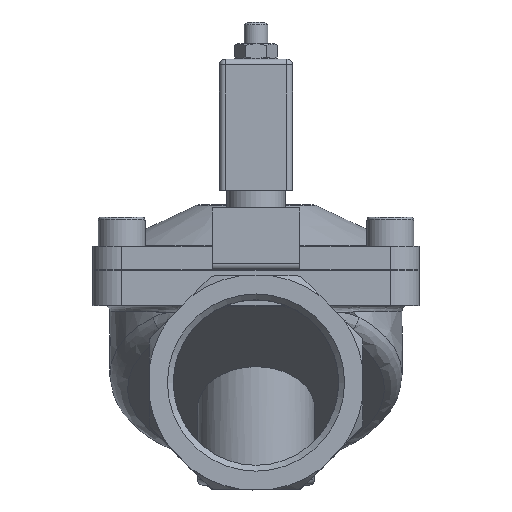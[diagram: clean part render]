
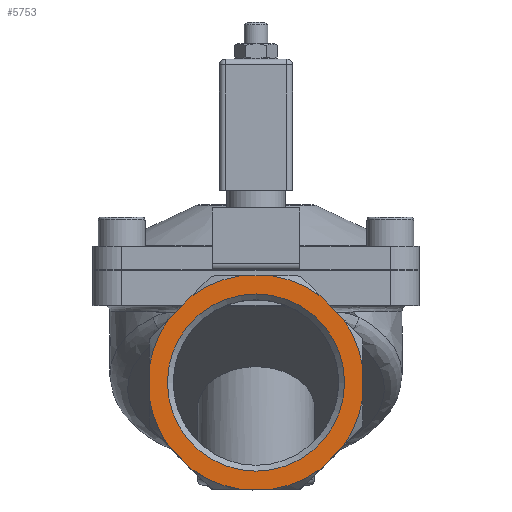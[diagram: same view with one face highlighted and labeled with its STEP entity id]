
A CAD part, top view. The second image highlights one B-rep face of the part: STEP entity #5753.
In plain terms, the highlighted planar face has unit normal (0, 0, 1).
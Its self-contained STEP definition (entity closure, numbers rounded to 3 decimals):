
#83=FACE_BOUND('',#847,.T.);
#314=PLANE('',#6161);
#512=FACE_OUTER_BOUND('',#846,.T.);
#846=EDGE_LOOP('',(#4198,#4199,#4200,#4201,#4202,#4203,#4204,#4205,#4206,
#4207,#4208,#4209,#4210,#4211,#4212,#4213));
#847=EDGE_LOOP('',(#4214));
#1108=CIRCLE('',#6063,36.919);
#1109=CIRCLE('',#6065,36.919);
#1110=CIRCLE('',#6067,36.919);
#1111=CIRCLE('',#6069,36.919);
#1112=CIRCLE('',#6071,36.919);
#1113=CIRCLE('',#6073,36.919);
#1114=CIRCLE('',#6075,36.919);
#1115=CIRCLE('',#6077,36.919);
#1131=CIRCLE('',#6162,30.33);
#1362=LINE('',#8450,#1692);
#1372=LINE('',#8490,#1702);
#1374=LINE('',#8496,#1704);
#1385=LINE('',#8540,#1715);
#1448=LINE('',#10511,#1778);
#1452=LINE('',#10529,#1782);
#1453=LINE('',#10530,#1783);
#1454=LINE('',#10531,#1784);
#1692=VECTOR('',#6685,10.);
#1702=VECTOR('',#6701,10.);
#1704=VECTOR('',#6709,10.);
#1715=VECTOR('',#6730,10.);
#1778=VECTOR('',#6903,10.);
#1782=VECTOR('',#6909,10.);
#1783=VECTOR('',#6910,10.);
#1784=VECTOR('',#6911,10.);
#2288=VERTEX_POINT('',#8160);
#2289=VERTEX_POINT('',#8164);
#2292=VERTEX_POINT('',#8186);
#2293=VERTEX_POINT('',#8190);
#2296=VERTEX_POINT('',#8212);
#2297=VERTEX_POINT('',#8216);
#2300=VERTEX_POINT('',#8238);
#2301=VERTEX_POINT('',#8242);
#2304=VERTEX_POINT('',#8264);
#2305=VERTEX_POINT('',#8268);
#2306=VERTEX_POINT('',#8274);
#2307=VERTEX_POINT('',#8275);
#2312=VERTEX_POINT('',#8316);
#2313=VERTEX_POINT('',#8320);
#2314=VERTEX_POINT('',#8326);
#2316=VERTEX_POINT('',#8331);
#2501=VERTEX_POINT('',#10532);
#2833=EDGE_CURVE('',#2289,#2288,#1108,.T.);
#2837=EDGE_CURVE('',#2293,#2292,#1109,.T.);
#2841=EDGE_CURVE('',#2297,#2296,#1110,.T.);
#2845=EDGE_CURVE('',#2301,#2300,#1111,.T.);
#2849=EDGE_CURVE('',#2305,#2304,#1112,.T.);
#2851=EDGE_CURVE('',#2306,#2307,#1113,.T.);
#2857=EDGE_CURVE('',#2313,#2312,#1114,.T.);
#2860=EDGE_CURVE('',#2316,#2314,#1115,.T.);
#2894=EDGE_CURVE('',#2304,#2316,#1362,.T.);
#2907=EDGE_CURVE('',#2312,#2301,#1372,.T.);
#2910=EDGE_CURVE('',#2296,#2306,#1374,.T.);
#2925=EDGE_CURVE('',#2300,#2289,#1385,.T.);
#3132=EDGE_CURVE('',#2314,#2313,#1448,.T.);
#3137=EDGE_CURVE('',#2288,#2293,#1452,.T.);
#3138=EDGE_CURVE('',#2292,#2297,#1453,.T.);
#3139=EDGE_CURVE('',#2307,#2305,#1454,.T.);
#3140=EDGE_CURVE('',#2501,#2501,#1131,.T.);
#4198=ORIENTED_EDGE('',*,*,#2857,.T.);
#4199=ORIENTED_EDGE('',*,*,#2907,.T.);
#4200=ORIENTED_EDGE('',*,*,#2845,.T.);
#4201=ORIENTED_EDGE('',*,*,#2925,.T.);
#4202=ORIENTED_EDGE('',*,*,#2833,.T.);
#4203=ORIENTED_EDGE('',*,*,#3137,.T.);
#4204=ORIENTED_EDGE('',*,*,#2837,.T.);
#4205=ORIENTED_EDGE('',*,*,#3138,.T.);
#4206=ORIENTED_EDGE('',*,*,#2841,.T.);
#4207=ORIENTED_EDGE('',*,*,#2910,.T.);
#4208=ORIENTED_EDGE('',*,*,#2851,.T.);
#4209=ORIENTED_EDGE('',*,*,#3139,.T.);
#4210=ORIENTED_EDGE('',*,*,#2849,.T.);
#4211=ORIENTED_EDGE('',*,*,#2894,.T.);
#4212=ORIENTED_EDGE('',*,*,#2860,.T.);
#4213=ORIENTED_EDGE('',*,*,#3132,.T.);
#4214=ORIENTED_EDGE('',*,*,#3140,.F.);
#5753=ADVANCED_FACE('',(#512,#83),#314,.T.);
#6063=AXIS2_PLACEMENT_3D('',#8165,#6600,#6601);
#6065=AXIS2_PLACEMENT_3D('',#8191,#6604,#6605);
#6067=AXIS2_PLACEMENT_3D('',#8217,#6608,#6609);
#6069=AXIS2_PLACEMENT_3D('',#8243,#6612,#6613);
#6071=AXIS2_PLACEMENT_3D('',#8269,#6616,#6617);
#6073=AXIS2_PLACEMENT_3D('',#8276,#6620,#6621);
#6075=AXIS2_PLACEMENT_3D('',#8321,#6624,#6625);
#6077=AXIS2_PLACEMENT_3D('',#8332,#6628,#6629);
#6161=AXIS2_PLACEMENT_3D('',#10528,#6907,#6908);
#6162=AXIS2_PLACEMENT_3D('',#10533,#6912,#6913);
#6600=DIRECTION('center_axis',(0.,0.,1.));
#6601=DIRECTION('ref_axis',(0.,-1.,0.));
#6604=DIRECTION('center_axis',(0.,0.,1.));
#6605=DIRECTION('ref_axis',(0.,-1.,0.));
#6608=DIRECTION('center_axis',(0.,0.,1.));
#6609=DIRECTION('ref_axis',(0.,-1.,0.));
#6612=DIRECTION('center_axis',(0.,0.,1.));
#6613=DIRECTION('ref_axis',(0.,-1.,0.));
#6616=DIRECTION('center_axis',(0.,0.,1.));
#6617=DIRECTION('ref_axis',(0.,-1.,0.));
#6620=DIRECTION('center_axis',(0.,0.,1.));
#6621=DIRECTION('ref_axis',(0.,-1.,0.));
#6624=DIRECTION('center_axis',(0.,0.,1.));
#6625=DIRECTION('ref_axis',(0.,-1.,0.));
#6628=DIRECTION('center_axis',(0.,0.,1.));
#6629=DIRECTION('ref_axis',(0.,-1.,0.));
#6685=DIRECTION('',(-0.707,-0.707,0.));
#6701=DIRECTION('',(0.707,-0.707,0.));
#6709=DIRECTION('',(-0.707,0.707,0.));
#6730=DIRECTION('',(1.,0.,0.));
#6903=DIRECTION('',(0.,-1.,0.));
#6907=DIRECTION('center_axis',(0.,0.,1.));
#6908=DIRECTION('ref_axis',(1.,0.,0.));
#6909=DIRECTION('',(0.707,0.707,0.));
#6910=DIRECTION('',(0.,1.,0.));
#6911=DIRECTION('',(-1.,0.,0.));
#6912=DIRECTION('center_axis',(0.,0.,1.));
#6913=DIRECTION('ref_axis',(-1.,0.,0.));
#8160=CARTESIAN_POINT('',(21.913,-29.713,0.));
#8164=CARTESIAN_POINT('',(5.516,-36.505,0.));
#8165=CARTESIAN_POINT('Origin',(0.,0.,0.));
#8186=CARTESIAN_POINT('',(36.505,-5.516,0.));
#8190=CARTESIAN_POINT('',(29.713,-21.913,0.));
#8191=CARTESIAN_POINT('Origin',(0.,0.,0.));
#8212=CARTESIAN_POINT('',(29.713,21.913,0.));
#8216=CARTESIAN_POINT('',(36.505,5.516,0.));
#8217=CARTESIAN_POINT('Origin',(0.,0.,0.));
#8238=CARTESIAN_POINT('',(-5.516,-36.505,0.));
#8242=CARTESIAN_POINT('',(-21.913,-29.713,0.));
#8243=CARTESIAN_POINT('Origin',(0.,0.,0.));
#8264=CARTESIAN_POINT('',(-21.913,29.713,0.));
#8268=CARTESIAN_POINT('',(-5.516,36.505,0.));
#8269=CARTESIAN_POINT('Origin',(0.,0.,0.));
#8274=CARTESIAN_POINT('',(21.913,29.713,0.));
#8275=CARTESIAN_POINT('',(5.516,36.505,0.));
#8276=CARTESIAN_POINT('Origin',(0.,0.,0.));
#8316=CARTESIAN_POINT('',(-29.713,-21.913,0.));
#8320=CARTESIAN_POINT('',(-36.505,-5.516,0.));
#8321=CARTESIAN_POINT('Origin',(0.,0.,0.));
#8326=CARTESIAN_POINT('',(-36.505,5.516,0.));
#8331=CARTESIAN_POINT('',(-29.713,21.913,0.));
#8332=CARTESIAN_POINT('Origin',(0.,0.,0.));
#8450=CARTESIAN_POINT('',(-15.121,36.505,0.));
#8490=CARTESIAN_POINT('',(-36.505,-15.121,0.));
#8496=CARTESIAN_POINT('',(36.505,15.121,0.));
#8540=CARTESIAN_POINT('',(-15.121,-36.505,0.));
#10511=CARTESIAN_POINT('',(-36.505,15.121,0.));
#10528=CARTESIAN_POINT('Origin',(0.,0.,0.));
#10529=CARTESIAN_POINT('',(15.121,-36.505,0.));
#10530=CARTESIAN_POINT('',(36.505,-15.121,0.));
#10531=CARTESIAN_POINT('',(15.121,36.505,0.));
#10532=CARTESIAN_POINT('',(30.33,0.,0.));
#10533=CARTESIAN_POINT('Origin',(0.,0.,0.));
